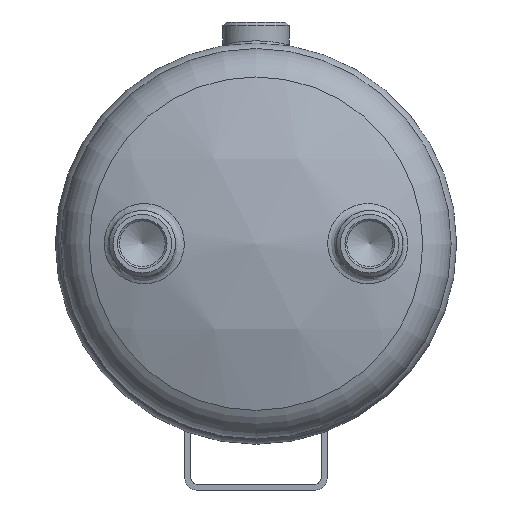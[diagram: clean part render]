
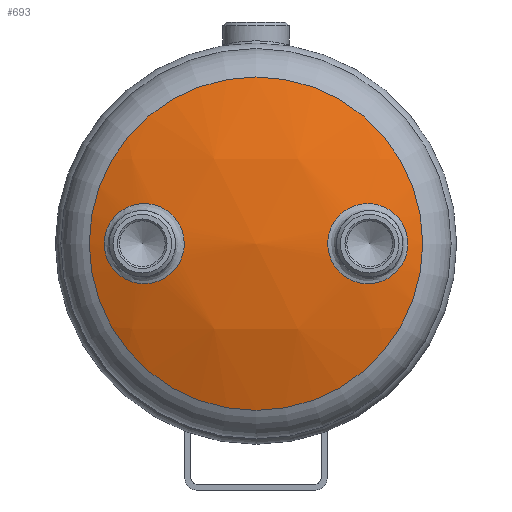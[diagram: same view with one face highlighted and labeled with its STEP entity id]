
A CAD part, left-side view. The second image highlights one B-rep face of the part: STEP entity #693.
In plain terms, the highlighted spherical face has radius 234.293 mm.
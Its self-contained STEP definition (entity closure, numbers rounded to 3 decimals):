
#18=SPHERICAL_SURFACE($,#774,234.293);
#75=B_SPLINE_CURVE_WITH_KNOTS($,3,(#1475,#1476,#1477,#1478,#1479,#1480,
#1481,#1482,#1483,#1484,#1485,#1486,#1487,#1488,#1489,#1490,#1491,#1492,
#1493,#1494,#1495,#1496,#1497,#1498,#1499),.UNSPECIFIED.,.T.,.F.,(4,3,1,
1,1,1,1,1,1,1,1,1,1,1,1,1,1,1,1,1,4),(-10.731,-10.731,
-10.156,-9.965,-9.198,-8.432,
-7.665,-6.899,-6.611,-6.132,
-5.11,-4.599,-4.471,-4.088,
-3.577,-3.066,-2.3,-1.533,-0.767,
-0.383,0.),.UNSPECIFIED.);
#76=B_SPLINE_CURVE_WITH_KNOTS($,3,(#1502,#1503,#1504,#1505,#1506,#1507,
#1508,#1509,#1510,#1511,#1512,#1513,#1514,#1515,#1516,#1517,#1518,#1519,
#1520,#1521,#1522),.UNSPECIFIED.,.T.,.F.,(4,3,1,1,1,1,1,1,1,1,1,1,1,1,1,
1,4),(-10.731,-10.731,-9.965,-9.198,
-8.432,-7.665,-6.899,-6.132,
-5.11,-4.599,-4.088,-3.066,
-2.3,-1.533,-0.767,-0.383,
0.),.UNSPECIFIED.);
#131=FACE_BOUND($,#247,.T.);
#132=FACE_BOUND($,#248,.T.);
#133=FACE_BOUND($,#249,.T.);
#247=EDGE_LOOP($,(#558));
#248=EDGE_LOOP($,(#559));
#249=EDGE_LOOP($,(#560));
#323=CIRCLE($,#775,88.);
#388=VERTEX_POINT($,#1473);
#389=VERTEX_POINT($,#1501);
#390=VERTEX_POINT($,#1523);
#456=EDGE_CURVE($,#388,#388,#75,.T.);
#457=EDGE_CURVE($,#389,#389,#76,.T.);
#458=EDGE_CURVE($,#390,#390,#323,.T.);
#558=ORIENTED_EDGE($,*,*,#457,.F.);
#559=ORIENTED_EDGE($,*,*,#458,.F.);
#560=ORIENTED_EDGE($,*,*,#456,.F.);
#693=ADVANCED_FACE($,(#131,#132,#133),#18,.T.);
#774=AXIS2_PLACEMENT_3D($,#1500,#937,#938);
#775=AXIS2_PLACEMENT_3D($,#1524,#939,#940);
#937=DIRECTION('center_axis',(0.,0.,1.));
#938=DIRECTION('ref_axis',(1.,0.,0.));
#939=DIRECTION('center_axis',(1.,0.,0.));
#940=DIRECTION('ref_axis',(0.,1.,0.));
#1473=CARTESIAN_POINT('',(-243.265,-80.132,0.));
#1475=CARTESIAN_POINT('Ctrl Pts',(-243.265,-80.133,0.));
#1476=CARTESIAN_POINT('Ctrl Pts',(-243.265,-80.133,0.001));
#1477=CARTESIAN_POINT('Ctrl Pts',(-243.265,-80.133,0.001));
#1478=CARTESIAN_POINT('Ctrl Pts',(-243.265,-80.133,0.002));
#1479=CARTESIAN_POINT('Ctrl Pts',(-243.265,-80.133,2.4));
#1480=CARTESIAN_POINT('Ctrl Pts',(-243.414,-79.577,5.606));
#1481=CARTESIAN_POINT('Ctrl Pts',(-244.074,-77.109,11.496));
#1482=CARTESIAN_POINT('Ctrl Pts',(-245.307,-72.486,17.197));
#1483=CARTESIAN_POINT('Ctrl Pts',(-247.603,-63.799,21.298));
#1484=CARTESIAN_POINT('Ctrl Pts',(-250.097,-54.255,21.32));
#1485=CARTESIAN_POINT('Ctrl Pts',(-251.88,-47.356,18.076));
#1486=CARTESIAN_POINT('Ctrl Pts',(-253.074,-42.712,13.761));
#1487=CARTESIAN_POINT('Ctrl Pts',(-254.161,-38.466,7.578));
#1488=CARTESIAN_POINT('Ctrl Pts',(-254.509,-37.098,-1.164));
#1489=CARTESIAN_POINT('Ctrl Pts',(-253.964,-39.233,-7.889));
#1490=CARTESIAN_POINT('Ctrl Pts',(-253.45,-41.241,-11.636));
#1491=CARTESIAN_POINT('Ctrl Pts',(-252.792,-43.81,-15.062));
#1492=CARTESIAN_POINT('Ctrl Pts',(-251.61,-48.404,-18.653));
#1493=CARTESIAN_POINT('Ctrl Pts',(-249.826,-55.293,-21.313));
#1494=CARTESIAN_POINT('Ctrl Pts',(-247.61,-63.774,-21.304));
#1495=CARTESIAN_POINT('Ctrl Pts',(-245.313,-72.465,-17.212));
#1496=CARTESIAN_POINT('Ctrl Pts',(-243.942,-77.601,-10.899));
#1497=CARTESIAN_POINT('Ctrl Pts',(-243.364,-79.761,-4.831));
#1498=CARTESIAN_POINT('Ctrl Pts',(-243.265,-80.133,-1.599));
#1499=CARTESIAN_POINT('Ctrl Pts',(-243.265,-80.133,0.));
#1500=CARTESIAN_POINT('Origin',(-23.101,0.,0.));
#1501=CARTESIAN_POINT('',(-254.316,37.854,0.));
#1502=CARTESIAN_POINT('Ctrl Pts',(-254.316,37.854,0.));
#1503=CARTESIAN_POINT('Ctrl Pts',(-254.316,37.854,0.001));
#1504=CARTESIAN_POINT('Ctrl Pts',(-254.316,37.854,0.003));
#1505=CARTESIAN_POINT('Ctrl Pts',(-254.316,37.854,0.004));
#1506=CARTESIAN_POINT('Ctrl Pts',(-254.316,37.855,3.202));
#1507=CARTESIAN_POINT('Ctrl Pts',(-253.939,39.332,9.595));
#1508=CARTESIAN_POINT('Ctrl Pts',(-252.357,45.511,17.205));
#1509=CARTESIAN_POINT('Ctrl Pts',(-250.112,54.2,21.302));
#1510=CARTESIAN_POINT('Ctrl Pts',(-247.612,63.764,21.314));
#1511=CARTESIAN_POINT('Ctrl Pts',(-245.319,72.445,17.212));
#1512=CARTESIAN_POINT('Ctrl Pts',(-243.483,79.323,8.83));
#1513=CARTESIAN_POINT('Ctrl Pts',(-243.063,80.884,-1.168));
#1514=CARTESIAN_POINT('Ctrl Pts',(-243.765,78.267,-9.432));
#1515=CARTESIAN_POINT('Ctrl Pts',(-245.068,73.385,-16.495));
#1516=CARTESIAN_POINT('Ctrl Pts',(-247.331,64.842,-21.319));
#1517=CARTESIAN_POINT('Ctrl Pts',(-250.104,54.228,-21.303));
#1518=CARTESIAN_POINT('Ctrl Pts',(-252.35,45.538,-17.227));
#1519=CARTESIAN_POINT('Ctrl Pts',(-253.67,40.383,-10.895));
#1520=CARTESIAN_POINT('Ctrl Pts',(-254.221,38.228,-4.834));
#1521=CARTESIAN_POINT('Ctrl Pts',(-254.316,37.854,-1.598));
#1522=CARTESIAN_POINT('Ctrl Pts',(-254.316,37.854,0.));
#1523=CARTESIAN_POINT('',(-240.24,88.,0.));
#1524=CARTESIAN_POINT('Origin',(-240.24,0.,0.));
